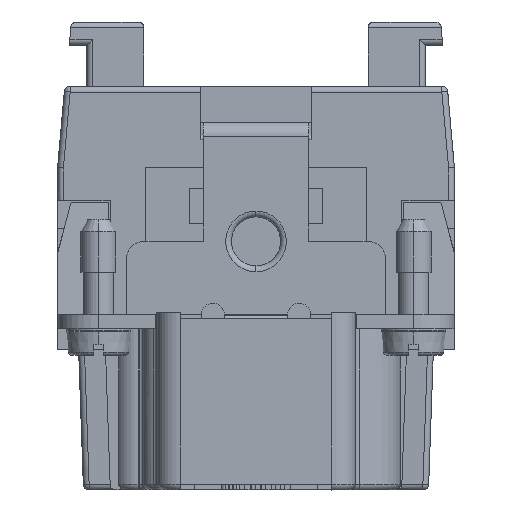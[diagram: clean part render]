
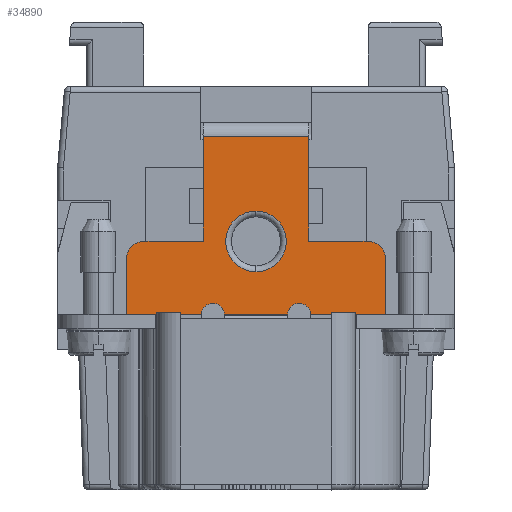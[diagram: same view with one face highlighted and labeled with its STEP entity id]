
A CAD part, left-side view. The second image highlights one B-rep face of the part: STEP entity #34890.
In plain terms, the highlighted face is planar.
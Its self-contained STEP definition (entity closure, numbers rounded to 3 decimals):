
#30980=CARTESIAN_POINT('',(80.046,74.176,
10.8));
#30990=VERTEX_POINT('',#30980);
#31020=CARTESIAN_POINT('',(80.046,74.176,
10.8));
#31030=DIRECTION('',(0.,0.,-1.));
#31040=VECTOR('',#31030,1.);
#31050=LINE('',#31020,#31040);
#31060=CARTESIAN_POINT('',(80.046,74.176,
6.3));
#31070=VERTEX_POINT('',#31060);
#31080=EDGE_CURVE('',#30990,#31070,#31050,.T.);
#31300=CARTESIAN_POINT('',(80.046,74.176,
3.3));
#31310=VERTEX_POINT('',#31300);
#31340=CARTESIAN_POINT('',(80.046,74.176,
3.3));
#31350=DIRECTION('',(0.,0.,-1.));
#31360=VECTOR('',#31350,1.);
#31370=LINE('',#31340,#31360);
#31380=CARTESIAN_POINT('',(80.046,74.176,
1.8));
#31390=VERTEX_POINT('',#31380);
#31400=EDGE_CURVE('',#31310,#31390,#31370,.T.);
#33170=CARTESIAN_POINT('',(80.046,69.076,
1.8));
#33180=VERTEX_POINT('',#33170);
#33240=CARTESIAN_POINT('',(80.046,74.176,
1.8));
#33250=DIRECTION('',(0.,-1.,0.));
#33260=VECTOR('',#33250,1.);
#33270=LINE('',#33240,#33260);
#33280=EDGE_CURVE('',#31390,#33180,#33270,.T.);
#33400=CARTESIAN_POINT('',(80.046,79.224,
-2.634));
#33410=DIRECTION('',(1.,0.,0.));
#33420=DIRECTION('',(0.,1.,0.));
#33430=AXIS2_PLACEMENT_3D('',#33400,#33410,#33420);
#33440=PLANE('',#33430);
#33450=CARTESIAN_POINT('',(80.046,69.076,
0.3));
#33460=DIRECTION('',(1.,0.,0.));
#33470=DIRECTION('',(0.,0.,1.));
#33480=AXIS2_PLACEMENT_3D('',#33450,#33460,#33470);
#33490=CIRCLE('',#33480,1.5);
#33500=CARTESIAN_POINT('',(80.046,67.576,
0.3));
#33510=VERTEX_POINT('',#33500);
#33520=EDGE_CURVE('',#33180,#33510,#33490,.T.);
#33530=ORIENTED_EDGE('',*,*,#33520,.T.);
#33540=ORIENTED_EDGE('',*,*,#33280,.T.);
#33550=ORIENTED_EDGE('',*,*,#31400,.T.);
#33560=CARTESIAN_POINT('',(80.046,74.176,
6.3));
#33570=DIRECTION('',(0.,0.,-1.));
#33580=VECTOR('',#33570,1.);
#33590=LINE('',#33560,#33580);
#33600=EDGE_CURVE('',#31070,#31310,#33590,.T.);
#33610=ORIENTED_EDGE('',*,*,#33600,.T.);
#33620=ORIENTED_EDGE('',*,*,#31080,.T.);
#33630=CARTESIAN_POINT('',(80.046,74.176,
10.8));
#33640=DIRECTION('',(0.,1.,0.));
#33650=VECTOR('',#33640,1.);
#33660=LINE('',#33630,#33650);
#33670=CARTESIAN_POINT('',(80.046,83.176,
10.8));
#33680=VERTEX_POINT('',#33670);
#33690=EDGE_CURVE('',#30990,#33680,#33660,.T.);
#33700=ORIENTED_EDGE('',*,*,#33690,.F.);
#33710=CARTESIAN_POINT('',(80.046,83.176,
6.3));
#33720=DIRECTION('',(0.,0.,1.));
#33730=VECTOR('',#33720,1.);
#33740=LINE('',#33710,#33730);
#33750=CARTESIAN_POINT('',(80.046,83.176,
6.3));
#33760=VERTEX_POINT('',#33750);
#33770=EDGE_CURVE('',#33760,#33680,#33740,.T.);
#33780=ORIENTED_EDGE('',*,*,#33770,.T.);
#33790=CARTESIAN_POINT('',(80.046,83.176,
6.3));
#33800=DIRECTION('',(0.,0.,-1.));
#33810=VECTOR('',#33800,1.);
#33820=LINE('',#33790,#33810);
#33830=CARTESIAN_POINT('',(80.046,83.176,
3.3));
#33840=VERTEX_POINT('',#33830);
#33850=EDGE_CURVE('',#33760,#33840,#33820,.T.);
#33860=ORIENTED_EDGE('',*,*,#33850,.F.);
#33870=CARTESIAN_POINT('',(80.046,83.176,
1.8));
#33880=DIRECTION('',(0.,0.,1.));
#33890=VECTOR('',#33880,1.);
#33900=LINE('',#33870,#33890);
#33910=CARTESIAN_POINT('',(80.046,83.176,
1.8));
#33920=VERTEX_POINT('',#33910);
#33930=EDGE_CURVE('',#33920,#33840,#33900,.T.);
#33940=ORIENTED_EDGE('',*,*,#33930,.T.);
#33950=CARTESIAN_POINT('',(80.046,88.276,
1.8));
#33960=DIRECTION('',(0.,-1.,0.));
#33970=VECTOR('',#33960,1.);
#33980=LINE('',#33950,#33970);
#33990=CARTESIAN_POINT('',(80.046,88.276,
1.8));
#34000=VERTEX_POINT('',#33990);
#34010=EDGE_CURVE('',#34000,#33920,#33980,.T.);
#34020=ORIENTED_EDGE('',*,*,#34010,.T.);
#34030=CARTESIAN_POINT('',(80.046,88.276,
0.3));
#34040=DIRECTION('',(1.,0.,0.));
#34050=DIRECTION('',(0.,1.,0.));
#34060=AXIS2_PLACEMENT_3D('',#34030,#34040,#34050);
#34070=CIRCLE('',#34060,1.5);
#34080=CARTESIAN_POINT('',(80.046,89.776,
0.3));
#34090=VERTEX_POINT('',#34080);
#34100=EDGE_CURVE('',#34090,#34000,#34070,.T.);
#34110=ORIENTED_EDGE('',*,*,#34100,.T.);
#34120=CARTESIAN_POINT('',(80.046,89.776,
-4.5));
#34130=DIRECTION('',(0.,0.,1.));
#34140=VECTOR('',#34130,1.);
#34150=LINE('',#34120,#34140);
#34160=CARTESIAN_POINT('',(80.046,89.776,
-4.5));
#34170=VERTEX_POINT('',#34160);
#34180=EDGE_CURVE('',#34170,#34090,#34150,.T.);
#34190=ORIENTED_EDGE('',*,*,#34180,.T.);
#34200=CARTESIAN_POINT('',(80.046,83.376,
-4.5));
#34210=DIRECTION('',(0.,1.,0.));
#34220=VECTOR('',#34210,1.);
#34230=LINE('',#34200,#34220);
#34240=CARTESIAN_POINT('',(80.046,83.376,
-4.5));
#34250=VERTEX_POINT('',#34240);
#34260=EDGE_CURVE('',#34250,#34170,#34230,.T.);
#34270=ORIENTED_EDGE('',*,*,#34260,.T.);
#34280=CARTESIAN_POINT('',(80.046,82.376,
-4.5));
#34290=DIRECTION('',(-1.,0.,0.));
#34300=DIRECTION('',(0.,-0.999,
0.054));
#34310=AXIS2_PLACEMENT_3D('',#34280,#34290,#34300);
#34320=CIRCLE('',#34310,1.);
#34330=CARTESIAN_POINT('',(80.046,81.377,
-4.446));
#34340=VERTEX_POINT('',#34330);
#34350=EDGE_CURVE('',#34340,#34250,#34320,.T.);
#34360=ORIENTED_EDGE('',*,*,#34350,.T.);
#34370=CARTESIAN_POINT('',(80.046,81.377,
-4.446));
#34380=DIRECTION('',(0.,-1.,0.));
#34390=VECTOR('',#34380,1.);
#34400=LINE('',#34370,#34390);
#34410=CARTESIAN_POINT('',(80.046,75.974,
-4.446));
#34420=VERTEX_POINT('',#34410);
#34430=EDGE_CURVE('',#34340,#34420,#34400,.T.);
#34440=ORIENTED_EDGE('',*,*,#34430,.F.);
#34450=CARTESIAN_POINT('',(80.046,74.976,
-4.5));
#34460=DIRECTION('',(-1.,0.,0.));
#34470=DIRECTION('',(0.,-1.,0.));
#34480=AXIS2_PLACEMENT_3D('',#34450,#34460,#34470);
#34490=CIRCLE('',#34480,1.);
#34500=CARTESIAN_POINT('',(80.046,73.976,
-4.5));
#34510=VERTEX_POINT('',#34500);
#34520=EDGE_CURVE('',#34510,#34420,#34490,.T.);
#34530=ORIENTED_EDGE('',*,*,#34520,.T.);
#34540=CARTESIAN_POINT('',(80.046,67.576,
-4.5));
#34550=DIRECTION('',(0.,1.,0.));
#34560=VECTOR('',#34550,1.);
#34570=LINE('',#34540,#34560);
#34580=CARTESIAN_POINT('',(80.046,67.576,
-4.5));
#34590=VERTEX_POINT('',#34580);
#34600=EDGE_CURVE('',#34590,#34510,#34570,.T.);
#34610=ORIENTED_EDGE('',*,*,#34600,.T.);
#34620=CARTESIAN_POINT('',(80.046,67.576,
0.3));
#34630=DIRECTION('',(0.,0.,-1.));
#34640=VECTOR('',#34630,1.);
#34650=LINE('',#34620,#34640);
#34660=EDGE_CURVE('',#33510,#34590,#34650,.T.);
#34670=ORIENTED_EDGE('',*,*,#34660,.T.);
#34680=EDGE_LOOP('',(#34670,#34610,#34530,#34440,#34360,#34270,#34190,
#34110,#34020,#33940,#33860,#33780,#33700,#33620,#33610,#33550,#33540,
#33530));
#34690=FACE_OUTER_BOUND('',#34680,.T.);
#34700=CARTESIAN_POINT('',(80.046,78.676,
1.8));
#34710=DIRECTION('',(-1.,0.,0.));
#34720=DIRECTION('',(0.,1.,0.));
#34730=AXIS2_PLACEMENT_3D('',#34700,#34710,#34720);
#34740=CIRCLE('',#34730,2.6);
#34750=CARTESIAN_POINT('',(80.046,78.676,
-0.8));
#34760=VERTEX_POINT('',#34750);
#34770=CARTESIAN_POINT('',(80.046,78.676,
4.4));
#34780=VERTEX_POINT('',#34770);
#34790=EDGE_CURVE('',#34760,#34780,#34740,.T.);
#34800=ORIENTED_EDGE('',*,*,#34790,.T.);
#34810=CARTESIAN_POINT('',(80.046,81.276,
1.8));
#34820=VERTEX_POINT('',#34810);
#34830=EDGE_CURVE('',#34820,#34760,#34740,.T.);
#34840=ORIENTED_EDGE('',*,*,#34830,.T.);
#34850=EDGE_CURVE('',#34780,#34820,#34740,.T.);
#34860=ORIENTED_EDGE('',*,*,#34850,.T.);
#34870=EDGE_LOOP('',(#34860,#34840,#34800));
#34880=FACE_BOUND('',#34870,.T.);
#34890=ADVANCED_FACE('',(#34690,#34880),#33440,.T.);
